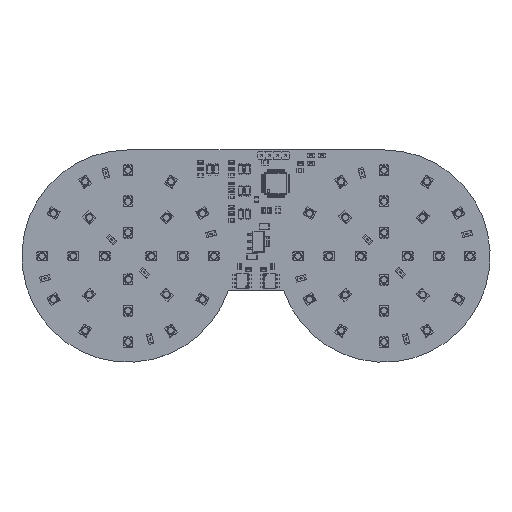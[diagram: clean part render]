
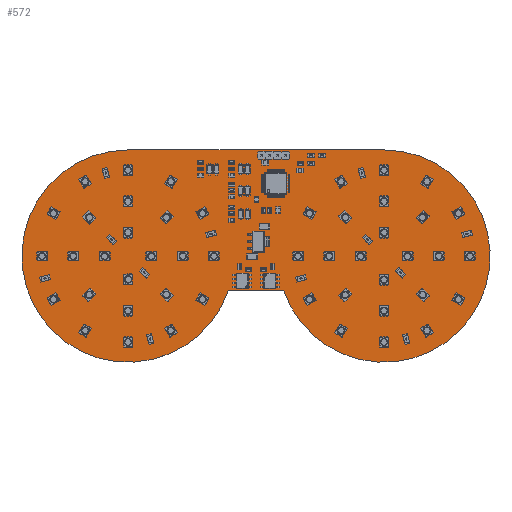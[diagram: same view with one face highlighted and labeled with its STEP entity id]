
A CAD part, top view. The second image highlights one B-rep face of the part: STEP entity #572.
In plain terms, the highlighted planar face has unit normal (0, 0, 1).
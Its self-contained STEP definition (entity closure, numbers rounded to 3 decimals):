
#439 = VERTEX_POINT('',#440);
#440 = CARTESIAN_POINT('',(66.172,23.001,0.));
#446 = EDGE_CURVE('',#439,#447,#449,.T.);
#447 = VERTEX_POINT('',#448);
#448 = CARTESIAN_POINT('',(34.,68.,0.));
#449 = CIRCLE('',#450,34.);
#450 = AXIS2_PLACEMENT_3D('',#451,#452,#453);
#451 = CARTESIAN_POINT('',(34.,34.,0.));
#452 = DIRECTION('',(0.,0.,-1.));
#453 = DIRECTION('',(0.946,-0.324,0.));
#479 = EDGE_CURVE('',#447,#480,#482,.T.);
#480 = VERTEX_POINT('',#481);
#481 = CARTESIAN_POINT('',(116.,68.,0.));
#482 = LINE('',#483,#484);
#483 = CARTESIAN_POINT('',(34.,68.,0.));
#484 = VECTOR('',#485,1.);
#485 = DIRECTION('',(1.,0.,0.));
#510 = EDGE_CURVE('',#480,#511,#513,.T.);
#511 = VERTEX_POINT('',#512);
#512 = CARTESIAN_POINT('',(83.825,23.,0.));
#513 = CIRCLE('',#514,34.001);
#514 = AXIS2_PLACEMENT_3D('',#515,#516,#517);
#515 = CARTESIAN_POINT('',(115.998,33.999,0.));
#516 = DIRECTION('',(0.,0.,-1.));
#517 = DIRECTION('',(0.,1.,0.));
#543 = EDGE_CURVE('',#511,#439,#544,.T.);
#544 = LINE('',#545,#546);
#545 = CARTESIAN_POINT('',(83.825,23.,0.));
#546 = VECTOR('',#547,1.);
#547 = DIRECTION('',(-1.,0.,0.));
#572 = ADVANCED_FACE('',(#573),#579,.T.);
#573 = FACE_BOUND('',#574,.F.);
#574 = EDGE_LOOP('',(#575,#576,#577,#578));
#575 = ORIENTED_EDGE('',*,*,#446,.T.);
#576 = ORIENTED_EDGE('',*,*,#479,.T.);
#577 = ORIENTED_EDGE('',*,*,#510,.T.);
#578 = ORIENTED_EDGE('',*,*,#543,.T.);
#579 = PLANE('',#580);
#580 = AXIS2_PLACEMENT_3D('',#581,#582,#583);
#581 = CARTESIAN_POINT('',(66.172,23.001,0.));
#582 = DIRECTION('',(0.,0.,1.));
#583 = DIRECTION('',(1.,0.,0.));
